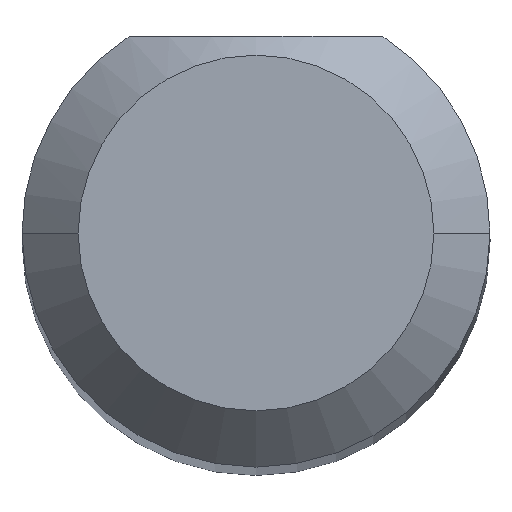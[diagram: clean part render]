
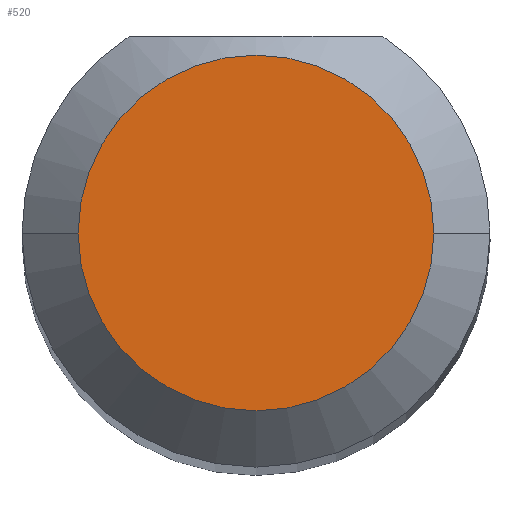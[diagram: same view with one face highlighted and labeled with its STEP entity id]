
A CAD part, top view. The second image highlights one B-rep face of the part: STEP entity #520.
In plain terms, the highlighted planar face has unit normal (0, 0, 1).
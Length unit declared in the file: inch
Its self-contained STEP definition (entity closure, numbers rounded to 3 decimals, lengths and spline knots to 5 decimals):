
#10 = DIRECTION ( 'NONE',  ( 0., 0., 1. ) ) ;
#13 = CIRCLE ( 'NONE', #87, 0.0475 ) ;
#52 = CARTESIAN_POINT ( 'NONE',  ( 0., 0., 1.5 ) ) ;
#64 = ORIENTED_EDGE ( 'NONE', *, *, #65, .T. ) ;
#65 = EDGE_CURVE ( 'NONE', #481, #460, #167, .T. ) ;
#84 = DIRECTION ( 'NONE',  ( 0., 0., 1. ) ) ;
#87 = AXIS2_PLACEMENT_3D ( 'NONE', #52, #213, #222 ) ;
#88 = AXIS2_PLACEMENT_3D ( 'NONE', #134, #10, #309 ) ;
#134 = CARTESIAN_POINT ( 'NONE',  ( 0., 0., 1.5 ) ) ;
#164 = DIRECTION ( 'NONE',  ( 1., 0., 0. ) ) ;
#167 = CIRCLE ( 'NONE', #198, 0.0475 ) ;
#198 = AXIS2_PLACEMENT_3D ( 'NONE', #249, #84, #164 ) ;
#213 = DIRECTION ( 'NONE',  ( 0., 0., 1. ) ) ;
#222 = DIRECTION ( 'NONE',  ( 1., 0., 0. ) ) ;
#242 = ORIENTED_EDGE ( 'NONE', *, *, #254, .T. ) ;
#249 = CARTESIAN_POINT ( 'NONE',  ( 0., 0., 1.5 ) ) ;
#254 = EDGE_CURVE ( 'NONE', #460, #481, #13, .T. ) ;
#309 = DIRECTION ( 'NONE',  ( 1., 0., 0. ) ) ;
#337 = CARTESIAN_POINT ( 'NONE',  ( -0.0475, 0., 1.5 ) ) ;
#427 = CARTESIAN_POINT ( 'NONE',  ( 0.0475, 0., 1.5 ) ) ;
#440 = EDGE_LOOP ( 'NONE', ( #64, #242 ) ) ;
#460 = VERTEX_POINT ( 'NONE', #427 ) ;
#473 = PLANE ( 'NONE',  #88 ) ;
#481 = VERTEX_POINT ( 'NONE', #337 ) ;
#484 = FACE_OUTER_BOUND ( 'NONE', #440, .T. ) ;
#520 = ADVANCED_FACE ( 'NONE', ( #484 ), #473, .T. ) ;
